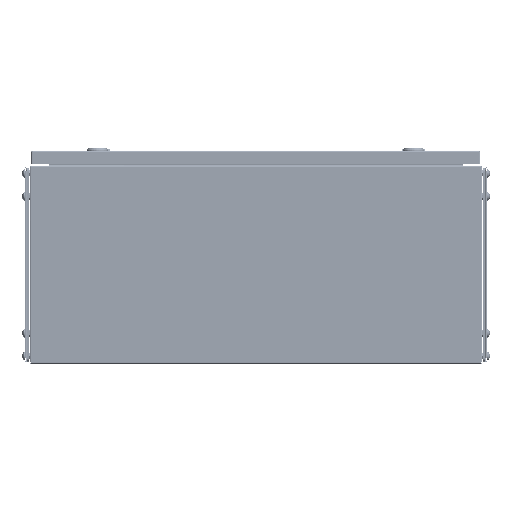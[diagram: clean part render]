
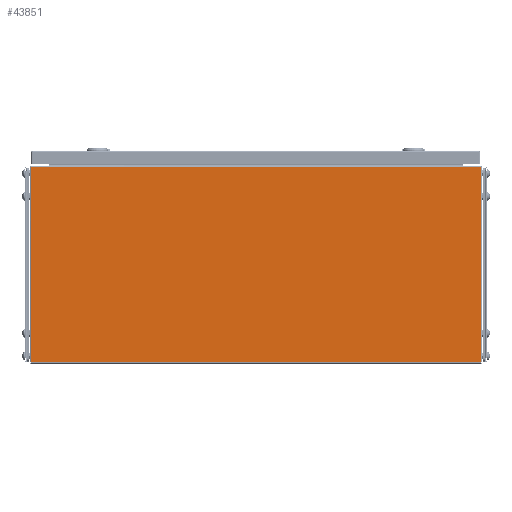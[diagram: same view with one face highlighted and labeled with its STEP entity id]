
A CAD part, left-side view. The second image highlights one B-rep face of the part: STEP entity #43851.
In plain terms, the highlighted planar face has unit normal (-1, 0, 0).
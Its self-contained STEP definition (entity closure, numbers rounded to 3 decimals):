
#5625 = LINE ( 'NONE', #31465, #60874 ) ;
#12847 = DIRECTION ( 'NONE',  ( 0., 0., -1. ) ) ;
#14716 = ORIENTED_EDGE ( 'NONE', *, *, #45195, .F. ) ;
#15259 = EDGE_CURVE ( 'NONE', #32492, #28465, #66767, .T. ) ;
#15947 = CARTESIAN_POINT ( 'NONE',  ( -300., 295.5, 1. ) ) ;
#20061 = EDGE_CURVE ( 'NONE', #28458, #32492, #5625, .T. ) ;
#20323 = CARTESIAN_POINT ( 'NONE',  ( -300., -295.5, 0. ) ) ;
#23677 = ORIENTED_EDGE ( 'NONE', *, *, #61905, .T. ) ;
#23718 = ORIENTED_EDGE ( 'NONE', *, *, #15259, .T. ) ;
#23950 = VECTOR ( 'NONE', #52983, 1000. ) ;
#25494 = LINE ( 'NONE', #20323, #75439 ) ;
#28445 = ORIENTED_EDGE ( 'NONE', *, *, #20061, .T. ) ;
#28458 = VERTEX_POINT ( 'NONE', #72423 ) ;
#28465 = VERTEX_POINT ( 'NONE', #15947 ) ;
#31465 = CARTESIAN_POINT ( 'NONE',  ( -300., -295.5, 257.5 ) ) ;
#32492 = VERTEX_POINT ( 'NONE', #81239 ) ;
#35183 = DIRECTION ( 'NONE',  ( 0., 1., 0. ) ) ;
#38055 = EDGE_LOOP ( 'NONE', ( #28445, #23718, #14716, #23677 ) ) ;
#41190 = CARTESIAN_POINT ( 'NONE',  ( -300., 295.5, 1. ) ) ;
#42689 = CARTESIAN_POINT ( 'NONE',  ( -300., -295.5, 1. ) ) ;
#43851 = ADVANCED_FACE ( 'NONE', ( #57642 ), #51625, .F. ) ;
#45195 = EDGE_CURVE ( 'NONE', #78625, #28465, #55414, .T. ) ;
#45283 = DIRECTION ( 'NONE',  ( 0., 0., 1. ) ) ;
#45634 = DIRECTION ( 'NONE',  ( 0., 1., 0. ) ) ;
#45995 = DIRECTION ( 'NONE',  ( 1., 0., 0. ) ) ;
#46491 = CARTESIAN_POINT ( 'NONE',  ( -300., 295.5, 0. ) ) ;
#49356 = VECTOR ( 'NONE', #35183, 1000. ) ;
#50766 = CARTESIAN_POINT ( 'NONE',  ( -300., 0., 0. ) ) ;
#51625 = PLANE ( 'NONE',  #62749 ) ;
#52983 = DIRECTION ( 'NONE',  ( 0., 0., -1. ) ) ;
#55414 = LINE ( 'NONE', #41190, #49356 ) ;
#57642 = FACE_OUTER_BOUND ( 'NONE', #38055, .T. ) ;
#60874 = VECTOR ( 'NONE', #45634, 1000. ) ;
#61905 = EDGE_CURVE ( 'NONE', #78625, #28458, #25494, .T. ) ;
#62749 = AXIS2_PLACEMENT_3D ( 'NONE', #50766, #45995, #12847 ) ;
#66767 = LINE ( 'NONE', #46491, #23950 ) ;
#72423 = CARTESIAN_POINT ( 'NONE',  ( -300., -295.5, 257.5 ) ) ;
#75439 = VECTOR ( 'NONE', #45283, 1000. ) ;
#78625 = VERTEX_POINT ( 'NONE', #42689 ) ;
#81239 = CARTESIAN_POINT ( 'NONE',  ( -300., 295.5, 257.5 ) ) ;
